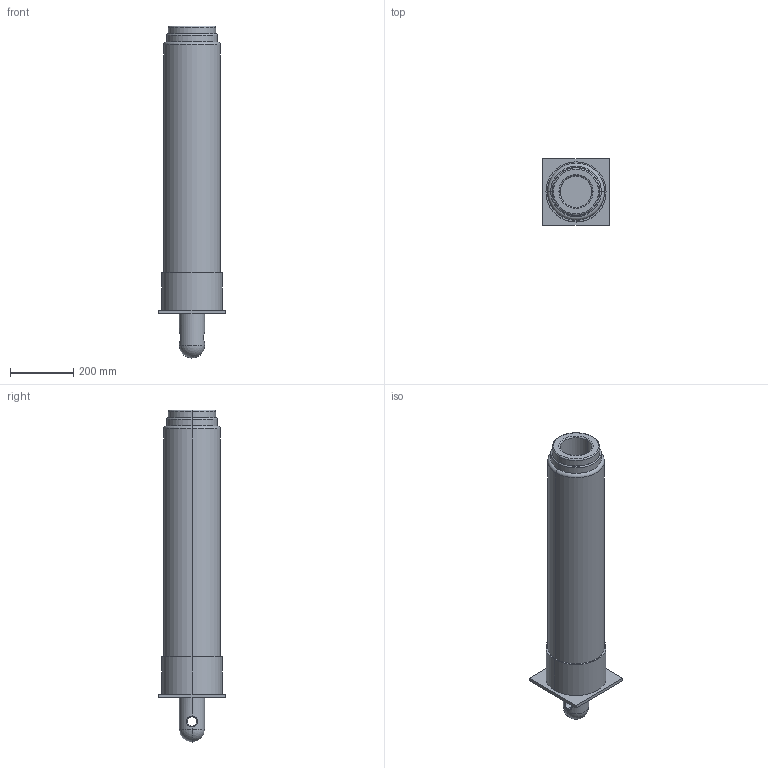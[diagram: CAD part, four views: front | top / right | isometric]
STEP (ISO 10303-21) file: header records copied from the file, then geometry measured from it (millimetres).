
FILE_DESCRIPTION (( 'STEP AP203' ), '1' );
FILE_NAME ('PistonAltmil_Varsayilan_sldprt.STEP', '2018-12-13T22:27:02', ( '' ), ( '' ), 'SwSTEP 2.0', 'SolidWorks 2016', '' );
FILE_SCHEMA (( 'CONFIG_CONTROL_DESIGN' ));
Length unit declared in the file: millimetre
Products named in the file (1): PistonAltmil_Varsayilan_sldprt
Bounding box: 210 x 210 x 1050 mm (x, y, z)
Volume: 16860069.5 mm3; surface area: 919149.1 mm2
Topology: 1 solids, 1 shells, 38 faces, 92 edges, 57 vertices
Faces by surface type: cylinder 14, plane 10, torus 8, bspline 4, sphere 2
Entity records: 2169 total; most frequent: CARTESIAN_POINT 1230, DIRECTION 186, ORIENTED_EDGE 176, EDGE_CURVE 88, AXIS2_PLACEMENT_3D 79, VERTEX_POINT 55, CIRCLE 44, EDGE_LOOP 43
